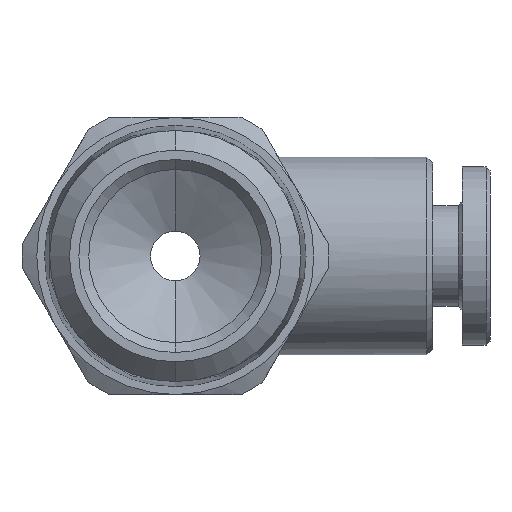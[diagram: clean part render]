
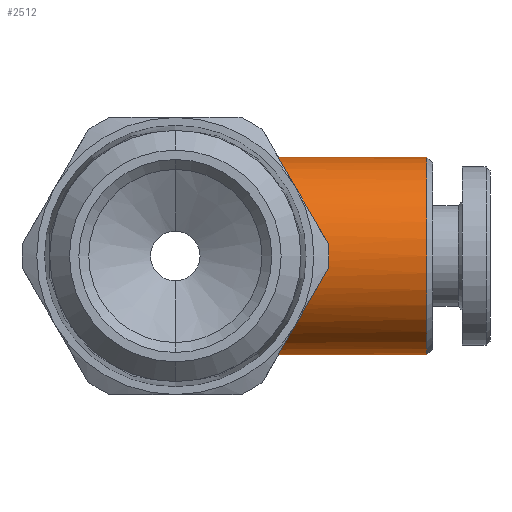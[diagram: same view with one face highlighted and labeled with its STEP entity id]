
A CAD part, front view. The second image highlights one B-rep face of the part: STEP entity #2512.
In plain terms, the highlighted cylindrical face has radius 5 mm (diameter 10 mm), a partial arc.
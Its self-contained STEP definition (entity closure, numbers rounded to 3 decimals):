
#163 = CARTESIAN_POINT ( 'NONE',  ( -3.45, 0., -5. ) ) ;
#164 = DIRECTION ( 'NONE',  ( -1., 0., 0. ) ) ;
#342 = CARTESIAN_POINT ( 'NONE',  ( 4.757, -4.91, -0.946 ) ) ;
#343 = CARTESIAN_POINT ( 'NONE',  ( 4.723, -4.877, -1.115 ) ) ;
#344 = CARTESIAN_POINT ( 'NONE',  ( 4.681, -4.836, -1.282 ) ) ;
#345 = CARTESIAN_POINT ( 'NONE',  ( 4.58, -4.739, -1.604 ) ) ;
#346 = CARTESIAN_POINT ( 'NONE',  ( 4.523, -4.683, -1.759 ) ) ;
#347 = CARTESIAN_POINT ( 'NONE',  ( 4.33, -4.497, -2.209 ) ) ;
#348 = CARTESIAN_POINT ( 'NONE',  ( 4.173, -4.346, -2.49 ) ) ;
#349 = CARTESIAN_POINT ( 'NONE',  ( 4., -4.181, -2.743 ) ) ;
#381 = CARTESIAN_POINT ( 'NONE',  ( 12.7, 0., 0. ) ) ;
#382 = DIRECTION ( 'NONE',  ( -1., 0., 0. ) ) ;
#383 = DIRECTION ( 'NONE',  ( 0., 0., 1. ) ) ;
#384 = CARTESIAN_POINT ( 'NONE',  ( 4., 0., 0. ) ) ;
#385 = DIRECTION ( 'NONE',  ( -1., 0., 0. ) ) ;
#386 = DIRECTION ( 'NONE',  ( 0., 0., 1. ) ) ;
#387 = CARTESIAN_POINT ( 'NONE',  ( 5.565, -4.876, 1.107 ) ) ;
#388 = CARTESIAN_POINT ( 'NONE',  ( 5.297, -4.888, 1.054 ) ) ;
#389 = CARTESIAN_POINT ( 'NONE',  ( 5.027, -4.899, 1. ) ) ;
#390 = CARTESIAN_POINT ( 'NONE',  ( 4.757, -4.91, 0.946 ) ) ;
#391 = CARTESIAN_POINT ( 'NONE',  ( 5.565, -4.876, -1.107 ) ) ;
#392 = CARTESIAN_POINT ( 'NONE',  ( 5.297, -4.888, -1.054 ) ) ;
#393 = CARTESIAN_POINT ( 'NONE',  ( 5.027, -4.899, -1. ) ) ;
#394 = CARTESIAN_POINT ( 'NONE',  ( 4.757, -4.91, -0.946 ) ) ;
#636 = LINE ( 'NONE', #1613, #1217 ) ;
#703 = EDGE_LOOP ( 'NONE', ( #1065, #1061, #1060, #943, #922, #1052, #1063, #1009, #975, #1030 ) ) ;
#922 = ORIENTED_EDGE ( 'NONE', *, *, #2447, .T. ) ;
#943 = ORIENTED_EDGE ( 'NONE', *, *, #2710, .F. ) ;
#975 = ORIENTED_EDGE ( 'NONE', *, *, #2699, .T. ) ;
#1009 = ORIENTED_EDGE ( 'NONE', *, *, #2712, .T. ) ;
#1030 = ORIENTED_EDGE ( 'NONE', *, *, #2582, .F. ) ;
#1052 = ORIENTED_EDGE ( 'NONE', *, *, #2711, .F. ) ;
#1060 = ORIENTED_EDGE ( 'NONE', *, *, #2441, .T. ) ;
#1061 = ORIENTED_EDGE ( 'NONE', *, *, #2709, .T. ) ;
#1063 = ORIENTED_EDGE ( 'NONE', *, *, #2452, .T. ) ;
#1065 = ORIENTED_EDGE ( 'NONE', *, *, #2637, .F. ) ;
#1217 = VECTOR ( 'NONE', #1642, 1000. ) ;
#1594 = CARTESIAN_POINT ( 'NONE',  ( 5.565, -4.876, -1.107 ) ) ;
#1597 = CARTESIAN_POINT ( 'NONE',  ( 5.556, -4.948, -0.742 ) ) ;
#1598 = CARTESIAN_POINT ( 'NONE',  ( 4.523, -4.683, 1.759 ) ) ;
#1600 = CARTESIAN_POINT ( 'NONE',  ( 4.58, -4.739, 1.604 ) ) ;
#1602 = CARTESIAN_POINT ( 'NONE',  ( 5.551, -4.99, -0.372 ) ) ;
#1605 = CARTESIAN_POINT ( 'NONE',  ( 4.087, -4.264, 2.616 ) ) ;
#1607 = CARTESIAN_POINT ( 'NONE',  ( 5.553, -4.958, 0.745 ) ) ;
#1613 = CARTESIAN_POINT ( 'NONE',  ( -3.45, 0., 5. ) ) ;
#1614 = CARTESIAN_POINT ( 'NONE',  ( 4.723, -4.877, 1.114 ) ) ;
#1622 = CARTESIAN_POINT ( 'NONE',  ( 4., -4.181, 2.743 ) ) ;
#1624 = CARTESIAN_POINT ( 'NONE',  ( 5.55, -5., 0.377 ) ) ;
#1630 = CARTESIAN_POINT ( 'NONE',  ( 5.565, -4.876, 1.107 ) ) ;
#1631 = CARTESIAN_POINT ( 'NONE',  ( 5.559, -4.917, -0.925 ) ) ;
#1632 = CARTESIAN_POINT ( 'NONE',  ( 4.324, -4.491, 2.203 ) ) ;
#1634 = CARTESIAN_POINT ( 'NONE',  ( 4.757, -4.91, 0.946 ) ) ;
#1637 = CARTESIAN_POINT ( 'NONE',  ( 4.394, -4.559, 2.059 ) ) ;
#1639 = CARTESIAN_POINT ( 'NONE',  ( 5.55, -5., -0.184 ) ) ;
#1641 = CARTESIAN_POINT ( 'NONE',  ( 4.17, -4.344, 2.482 ) ) ;
#1642 = DIRECTION ( 'NONE',  ( -1., 0., 0. ) ) ;
#1648 = CARTESIAN_POINT ( 'NONE',  ( 4.681, -4.836, 1.281 ) ) ;
#1745 = B_SPLINE_CURVE_WITH_KNOTS ( 'NONE', 3,
 ( #1630, #1607, #1624, #1639, #1602, #1597, #1631, #1594 ),
 .UNSPECIFIED., .F., .F.,
 ( 4, 2, 2, 4 ),
 ( 0., 0.002, 0.002, 0.003 ),
 .UNSPECIFIED. ) ;
#1747 = B_SPLINE_CURVE_WITH_KNOTS ( 'NONE', 3,
 ( #1622, #1605, #1641, #1632, #1637, #1598, #1600, #1648, #1614, #1634 ),
 .UNSPECIFIED., .F., .F.,
 ( 4, 2, 2, 2, 4 ),
 ( 0.023, 0.023, 0.024, 0.025, 0.025 ),
 .UNSPECIFIED. ) ;
#1781 = B_SPLINE_CURVE_WITH_KNOTS ( 'NONE', 3,
 ( #342, #343, #344, #345, #346, #347, #348, #349 ),
 .UNSPECIFIED., .F., .F.,
 ( 4, 2, 2, 4 ),
 ( 0.027, 0.028, 0.028, 0.029 ),
 .UNSPECIFIED. ) ;
#1842 = CIRCLE ( 'NONE', #1857, 5. ) ;
#1853 = CIRCLE ( 'NONE', #1862, 5. ) ;
#1857 = AXIS2_PLACEMENT_3D ( 'NONE', #384, #385, #386 ) ;
#1862 = AXIS2_PLACEMENT_3D ( 'NONE', #381, #382, #383 ) ;
#2231 = CARTESIAN_POINT ( 'NONE',  ( 5.565, -4.876, 1.107 ) ) ;
#2252 = CARTESIAN_POINT ( 'NONE',  ( 4.757, -4.91, 0.946 ) ) ;
#2259 = CARTESIAN_POINT ( 'NONE',  ( 5.565, -4.876, -1.107 ) ) ;
#2323 = CARTESIAN_POINT ( 'NONE',  ( 4., 0., -5. ) ) ;
#2326 = CARTESIAN_POINT ( 'NONE',  ( 12.7, 0., 5. ) ) ;
#2336 = CARTESIAN_POINT ( 'NONE',  ( 4., -4.181, 2.743 ) ) ;
#2346 = CARTESIAN_POINT ( 'NONE',  ( 4., -4.181, -2.743 ) ) ;
#2352 = CARTESIAN_POINT ( 'NONE',  ( 4., 0., 5. ) ) ;
#2359 = CARTESIAN_POINT ( 'NONE',  ( 4.757, -4.91, -0.946 ) ) ;
#2378 = CARTESIAN_POINT ( 'NONE',  ( 12.7, 0., -5. ) ) ;
#2441 = EDGE_CURVE ( 'NONE', #3781, #3807, #636, .T. ) ;
#2447 = EDGE_CURVE ( 'NONE', #3791, #3707, #1747, .T. ) ;
#2452 = EDGE_CURVE ( 'NONE', #3686, #3714, #1745, .T. ) ;
#2512 = ADVANCED_FACE ( 'NONE', ( #3068 ), #3058, .T. ) ;
#2582 = EDGE_CURVE ( 'NONE', #3778, #3801, #2977, .T. ) ;
#2637 = EDGE_CURVE ( 'NONE', #3833, #3778, #3139, .T. ) ;
#2699 = EDGE_CURVE ( 'NONE', #3814, #3801, #1781, .T. ) ;
#2709 = EDGE_CURVE ( 'NONE', #3833, #3781, #1853, .T. ) ;
#2710 = EDGE_CURVE ( 'NONE', #3791, #3807, #1842, .T. ) ;
#2711 = EDGE_CURVE ( 'NONE', #3686, #3707, #3150, .T. ) ;
#2712 = EDGE_CURVE ( 'NONE', #3714, #3814, #3152, .T. ) ;
#2928 = AXIS2_PLACEMENT_3D ( 'NONE', #3321, #3322, #3323 ) ;
#2962 = AXIS2_PLACEMENT_3D ( 'NONE', #3560, #3561, #3562 ) ;
#2977 = CIRCLE ( 'NONE', #2962, 5. ) ;
#2994 = VECTOR ( 'NONE', #164, 1000. ) ;
#3058 = CYLINDRICAL_SURFACE ( 'NONE', #2928, 5. ) ;
#3068 = FACE_OUTER_BOUND ( 'NONE', #703, .T. ) ;
#3139 = LINE ( 'NONE', #163, #2994 ) ;
#3150 =( BOUNDED_CURVE ( )  B_SPLINE_CURVE ( 3, ( #387, #388, #389, #390 ),
 .UNSPECIFIED., .F., .T. ) 
 B_SPLINE_CURVE_WITH_KNOTS ( ( 4, 4 ),
 ( 4.489, 4.522 ),
 .UNSPECIFIED. ) 
 CURVE ( )  GEOMETRIC_REPRESENTATION_ITEM ( )  RATIONAL_B_SPLINE_CURVE ( ( 1., 1., 1., 1. ) ) 
 REPRESENTATION_ITEM ( '' )  );
#3152 =( BOUNDED_CURVE ( )  B_SPLINE_CURVE ( 3, ( #391, #392, #393, #394 ),
 .UNSPECIFIED., .F., .T. ) 
 B_SPLINE_CURVE_WITH_KNOTS ( ( 4, 4 ),
 ( 4.489, 4.522 ),
 .UNSPECIFIED. ) 
 CURVE ( )  GEOMETRIC_REPRESENTATION_ITEM ( )  RATIONAL_B_SPLINE_CURVE ( ( 1., 1., 1., 1. ) ) 
 REPRESENTATION_ITEM ( '' )  );
#3321 = CARTESIAN_POINT ( 'NONE',  ( -3.45, 0., 0. ) ) ;
#3322 = DIRECTION ( 'NONE',  ( -1., 0., 0. ) ) ;
#3323 = DIRECTION ( 'NONE',  ( 0., 0., 1. ) ) ;
#3560 = CARTESIAN_POINT ( 'NONE',  ( 4., 0., 0. ) ) ;
#3561 = DIRECTION ( 'NONE',  ( -1., 0., 0. ) ) ;
#3562 = DIRECTION ( 'NONE',  ( 0., 0., 1. ) ) ;
#3686 = VERTEX_POINT ( 'NONE', #2231 ) ;
#3707 = VERTEX_POINT ( 'NONE', #2252 ) ;
#3714 = VERTEX_POINT ( 'NONE', #2259 ) ;
#3778 = VERTEX_POINT ( 'NONE', #2323 ) ;
#3781 = VERTEX_POINT ( 'NONE', #2326 ) ;
#3791 = VERTEX_POINT ( 'NONE', #2336 ) ;
#3801 = VERTEX_POINT ( 'NONE', #2346 ) ;
#3807 = VERTEX_POINT ( 'NONE', #2352 ) ;
#3814 = VERTEX_POINT ( 'NONE', #2359 ) ;
#3833 = VERTEX_POINT ( 'NONE', #2378 ) ;
